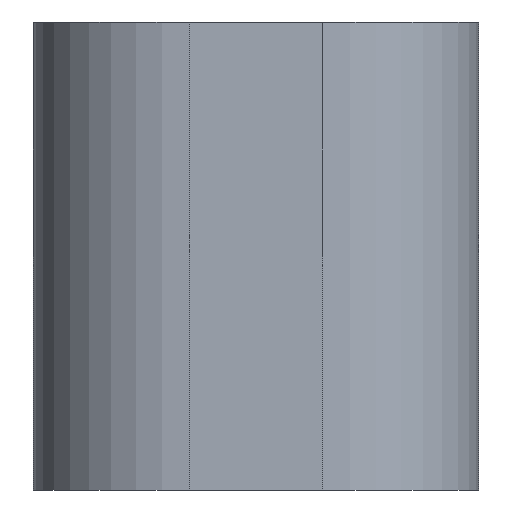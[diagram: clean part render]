
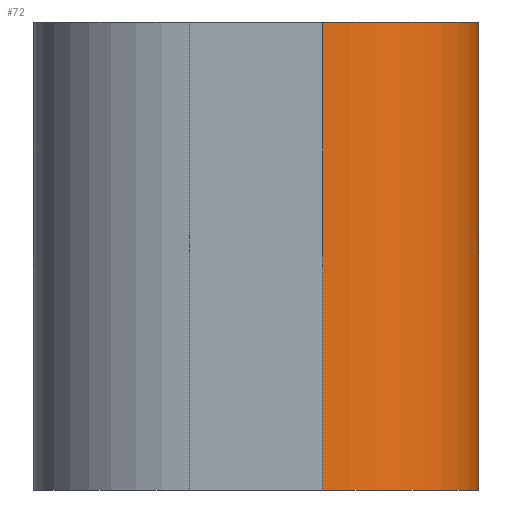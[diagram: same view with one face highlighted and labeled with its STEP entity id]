
A CAD part, left-side view. The second image highlights one B-rep face of the part: STEP entity #72.
In plain terms, the highlighted cylindrical face has radius 7 mm (diameter 14 mm), a partial arc.
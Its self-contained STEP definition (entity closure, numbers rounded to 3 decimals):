
#29 = CIRCLE ( 'NONE', #214, 7. ) ;
#41 = EDGE_CURVE ( 'NONE', #423, #96, #350, .T. ) ;
#72 = ADVANCED_FACE ( 'NONE', ( #113 ), #671, .T. ) ;
#75 = CARTESIAN_POINT ( 'NONE',  ( 7., -13., 21. ) ) ;
#81 = DIRECTION ( 'NONE',  ( 0., 0., 1. ) ) ;
#89 = EDGE_CURVE ( 'NONE', #90, #423, #29, .T. ) ;
#90 = VERTEX_POINT ( 'NONE', #232 ) ;
#96 = VERTEX_POINT ( 'NONE', #179 ) ;
#98 = AXIS2_PLACEMENT_3D ( 'NONE', #201, #220, #507 ) ;
#113 = FACE_OUTER_BOUND ( 'NONE', #561, .T. ) ;
#117 = VERTEX_POINT ( 'NONE', #653 ) ;
#131 = DIRECTION ( 'NONE',  ( 1., 0., 0. ) ) ;
#179 = CARTESIAN_POINT ( 'NONE',  ( 7., -20., 0. ) ) ;
#191 = DIRECTION ( 'NONE',  ( 0., 0., -1. ) ) ;
#201 = CARTESIAN_POINT ( 'NONE',  ( 7., -13., 21. ) ) ;
#214 = AXIS2_PLACEMENT_3D ( 'NONE', #75, #343, #131 ) ;
#220 = DIRECTION ( 'NONE',  ( 0., 0., -1. ) ) ;
#232 = CARTESIAN_POINT ( 'NONE',  ( 0., -13., 21. ) ) ;
#235 = CARTESIAN_POINT ( 'NONE',  ( 7., -13., 0. ) ) ;
#239 = VECTOR ( 'NONE', #416, 1000. ) ;
#288 = CARTESIAN_POINT ( 'NONE',  ( 0., -13., 21. ) ) ;
#302 = EDGE_CURVE ( 'NONE', #96, #117, #609, .T. ) ;
#311 = AXIS2_PLACEMENT_3D ( 'NONE', #235, #191, #410 ) ;
#339 = ORIENTED_EDGE ( 'NONE', *, *, #41, .F. ) ;
#343 = DIRECTION ( 'NONE',  ( 0., 0., 1. ) ) ;
#350 = LINE ( 'NONE', #467, #239 ) ;
#368 = CARTESIAN_POINT ( 'NONE',  ( 7., -20., 21. ) ) ;
#402 = LINE ( 'NONE', #288, #668 ) ;
#410 = DIRECTION ( 'NONE',  ( 1., 0., 0. ) ) ;
#413 = ORIENTED_EDGE ( 'NONE', *, *, #645, .F. ) ;
#416 = DIRECTION ( 'NONE',  ( 0., 0., -1. ) ) ;
#423 = VERTEX_POINT ( 'NONE', #368 ) ;
#467 = CARTESIAN_POINT ( 'NONE',  ( 7., -20., 21. ) ) ;
#507 = DIRECTION ( 'NONE',  ( -1., 0., 0. ) ) ;
#561 = EDGE_LOOP ( 'NONE', ( #575, #413, #663, #339 ) ) ;
#575 = ORIENTED_EDGE ( 'NONE', *, *, #89, .F. ) ;
#609 = CIRCLE ( 'NONE', #311, 7. ) ;
#645 = EDGE_CURVE ( 'NONE', #117, #90, #402, .T. ) ;
#653 = CARTESIAN_POINT ( 'NONE',  ( 0., -13., 0. ) ) ;
#663 = ORIENTED_EDGE ( 'NONE', *, *, #302, .F. ) ;
#668 = VECTOR ( 'NONE', #81, 1000. ) ;
#671 = CYLINDRICAL_SURFACE ( 'NONE', #98, 7. ) ;
